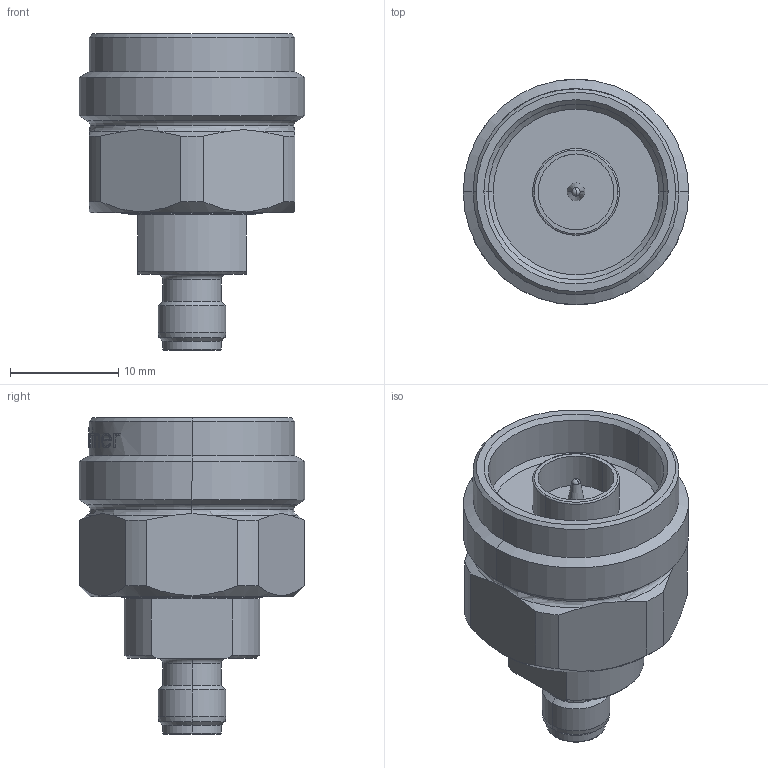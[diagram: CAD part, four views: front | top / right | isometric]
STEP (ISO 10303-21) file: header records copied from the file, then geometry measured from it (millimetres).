
FILE_DESCRIPTION (( 'STEP AP214' ), '1' );
FILE_NAME ('J01027T0018.STEP', '2018-11-19T10:54:52', ( '' ), ( '' ), 'SwSTEP 2.0', 'SolidWorks 2017', '' );
FILE_SCHEMA (( 'AUTOMOTIVE_DESIGN' ));
Length unit declared in the file: millimetre
Products named in the file (1): J01027T0018
Bounding box: 20.8 x 20.8 x 29.18 mm (x, y, z)
Volume: 4883 mm3; surface area: 2585.6 mm2
Topology: 1 solids, 2 shells, 286 faces, 711 edges, 459 vertices
Faces by surface type: plane 94, bspline 78, cylinder 62, cone 34, torus 16, sphere 2
Entity records: 14597 total; most frequent: CARTESIAN_POINT 5143, ORIENTED_EDGE 1422, DIRECTION 1127, EDGE_CURVE 711, VERTEX_POINT 459, AXIS2_PLACEMENT_3D 415, EDGE_LOOP 318, VECTOR 297
